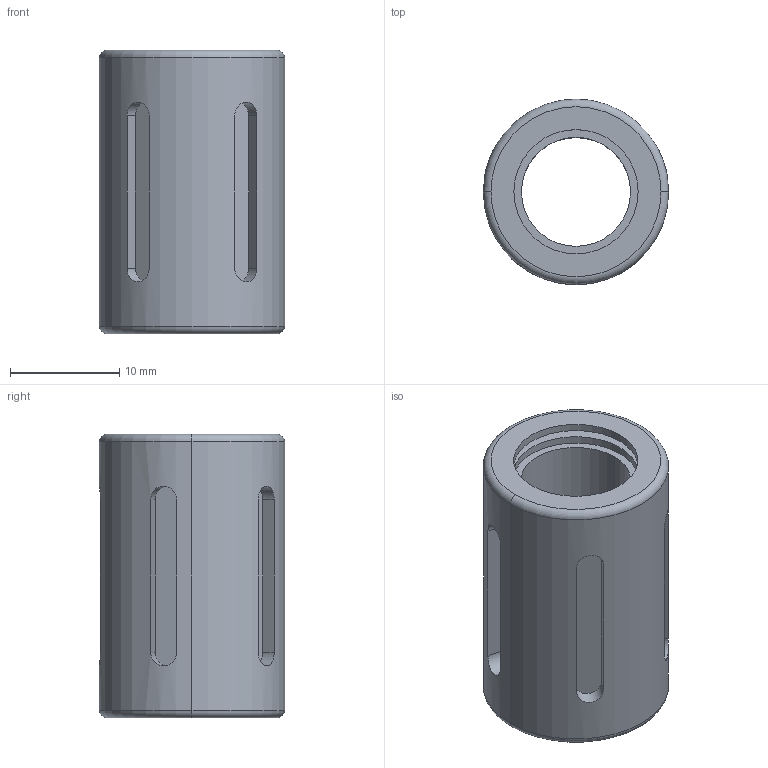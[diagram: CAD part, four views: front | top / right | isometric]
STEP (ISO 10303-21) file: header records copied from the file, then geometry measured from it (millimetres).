
FILE_DESCRIPTION (( 'STEP AP214' ), '1' );
FILE_NAME ('BallBearing_8EF05D9CC9.step', '2021-06-04T16:25:28', ( '' ), ( '' ), 'SwSTEP 2.0', 'SolidWorks 2019', '' );
FILE_SCHEMA (( 'AUTOMOTIVE_DESIGN' ));
Length unit declared in the file: inch
Products named in the file (3): mf0S1m2png_CADModel_0; BallBearing_8EF05D9CC9
Assembly tree (1 placements, depth 2):
  mf0S1m2png_CADModel_0
  BallBearing_8EF05D9CC9
    mf0S1m2png_CADModel_0
Bounding box: 17 x 17 x 26 mm (x, y, z)
Volume: 3397.4 mm3; surface area: 2961.3 mm2
Topology: 1 solids, 1 shells, 58 faces, 131 edges, 86 vertices
Faces by surface type: cylinder 31, plane 23, torus 4
Entity records: 2650 total; most frequent: CARTESIAN_POINT 475, DIRECTION 297, ORIENTED_EDGE 262, EDGE_CURVE 131, AXIS2_PLACEMENT_3D 118, VERTEX_POINT 86, EDGE_LOOP 71, DIMENSIONAL_EXPONENTS 62
